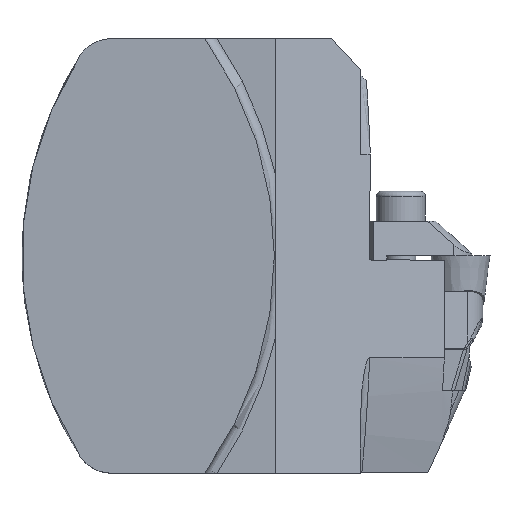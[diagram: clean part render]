
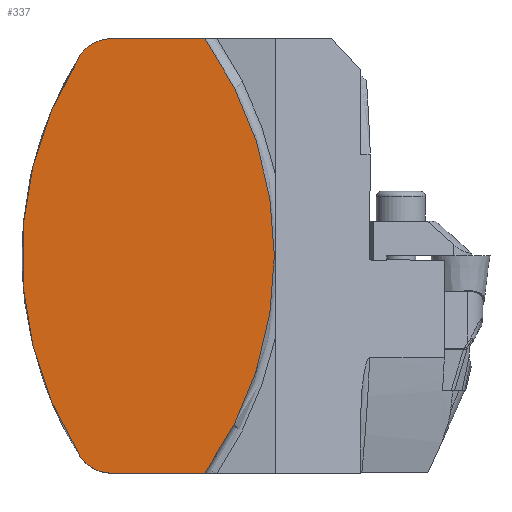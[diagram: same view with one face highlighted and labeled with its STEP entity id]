
A CAD part, top view. The second image highlights one B-rep face of the part: STEP entity #337.
In plain terms, the highlighted planar face has unit normal (0, 0, 1).
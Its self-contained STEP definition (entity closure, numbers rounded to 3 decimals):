
#242=CIRCLE('',#1946,60.25);
#247=CIRCLE('',#1955,60.25);
#249=CIRCLE('',#1958,6.);
#251=CIRCLE('',#1961,6.);
#337=ADVANCED_FACE('',(#490),#420,.T.);
#420=PLANE('',#2030);
#490=FACE_OUTER_BOUND('',#592,.T.);
#592=EDGE_LOOP('',(#922,#923,#924,#925,#926,#927));
#922=ORIENTED_EDGE('',*,*,#1366,.F.);
#923=ORIENTED_EDGE('',*,*,#1379,.F.);
#924=ORIENTED_EDGE('',*,*,#1354,.T.);
#925=ORIENTED_EDGE('',*,*,#1383,.F.);
#926=ORIENTED_EDGE('',*,*,#1348,.T.);
#927=ORIENTED_EDGE('',*,*,#1381,.F.);
#1177=VERTEX_POINT('',#2673);
#1178=VERTEX_POINT('',#2674);
#1183=VERTEX_POINT('',#2686);
#1184=VERTEX_POINT('',#2687);
#1195=VERTEX_POINT('',#2728);
#1196=VERTEX_POINT('',#2730);
#1348=EDGE_CURVE('',#1177,#1178,#242,.T.);
#1354=EDGE_CURVE('',#1183,#1184,#1607,.T.);
#1366=EDGE_CURVE('',#1195,#1196,#1617,.T.);
#1379=EDGE_CURVE('',#1183,#1195,#247,.T.);
#1381=EDGE_CURVE('',#1196,#1178,#249,.T.);
#1383=EDGE_CURVE('',#1177,#1184,#251,.T.);
#1607=LINE('',#2685,#1746);
#1617=LINE('',#2729,#1756);
#1746=VECTOR('',#2163,1.);
#1756=VECTOR('',#2177,1.);
#1946=AXIS2_PLACEMENT_3D('',#2672,#2151,#2152);
#1955=AXIS2_PLACEMENT_3D('',#2800,#2190,#2191);
#1958=AXIS2_PLACEMENT_3D('',#2803,#2196,#2197);
#1961=AXIS2_PLACEMENT_3D('',#2806,#2202,#2203);
#2030=AXIS2_PLACEMENT_3D('',#3070,#2405,#2406);
#2151=DIRECTION('',(0.,0.,1.));
#2152=DIRECTION('',(1.,0.,0.));
#2163=DIRECTION('',(-1.,0.,0.));
#2177=DIRECTION('',(-1.,0.,0.));
#2190=DIRECTION('',(0.,0.,-1.));
#2191=DIRECTION('',(1.,0.,0.));
#2196=DIRECTION('',(0.,0.,-1.));
#2197=DIRECTION('',(1.,0.,0.));
#2202=DIRECTION('',(0.,0.,-1.));
#2203=DIRECTION('',(1.,0.,0.));
#2405=DIRECTION('',(0.,0.,1.));
#2406=DIRECTION('',(1.,0.,0.));
#2672=CARTESIAN_POINT('',(39.85,0.,0.));
#2673=CARTESIAN_POINT('',(-11.069,32.207,0.));
#2674=CARTESIAN_POINT('',(-11.069,-32.207,0.));
#2685=CARTESIAN_POINT('',(47.425,35.,0.));
#2686=CARTESIAN_POINT('',(9.041,35.,0.));
#2687=CARTESIAN_POINT('',(-5.998,35.,0.));
#2728=CARTESIAN_POINT('',(9.041,-35.,0.));
#2729=CARTESIAN_POINT('',(47.425,-35.,0.));
#2730=CARTESIAN_POINT('',(-5.998,-35.,0.));
#2800=CARTESIAN_POINT('',(-40.,0.,0.));
#2803=CARTESIAN_POINT('',(-5.998,-29.,0.));
#2806=CARTESIAN_POINT('',(-5.998,29.,0.));
#3070=CARTESIAN_POINT('',(0.,0.,0.));
